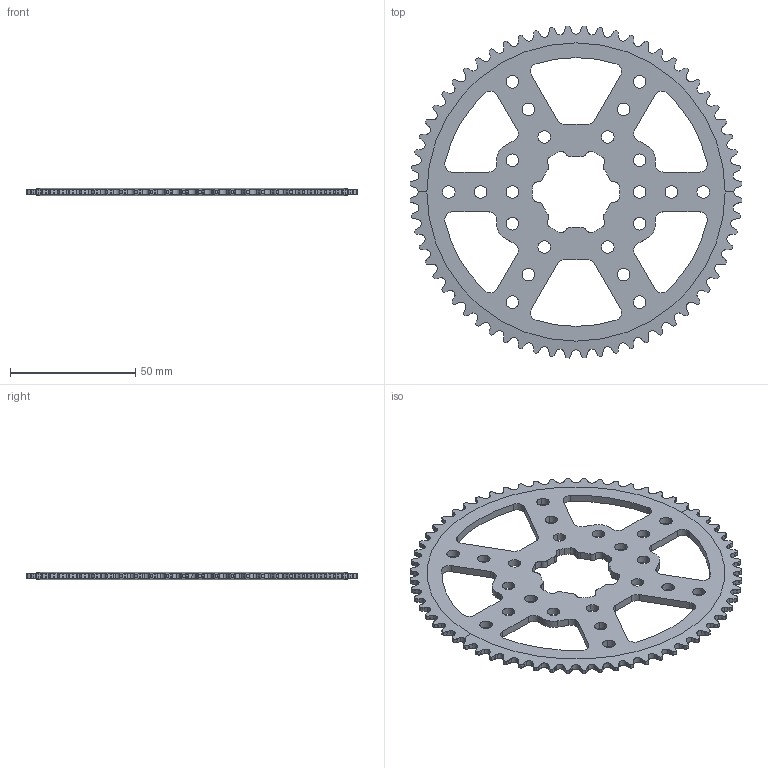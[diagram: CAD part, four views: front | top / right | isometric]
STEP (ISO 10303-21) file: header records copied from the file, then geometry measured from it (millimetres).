
FILE_DESCRIPTION (( 'STEP AP203' ), '1' );
FILE_NAME ('REV-21-1972.STEP', '2022-03-31T16:38:22', ( '' ), ( '' ), 'SwSTEP 2.0', 'SolidWorks 2022', '' );
FILE_SCHEMA (( 'CONFIG_CONTROL_DESIGN' ));
Length unit declared in the file: inch
Products named in the file (1): REV-21-1972
Bounding box: 132.6 x 132.6 x 3 mm (x, y, z)
Volume: 23243.6 mm3; surface area: 20650.4 mm2
Topology: 1 solids, 1 shells, 703 faces, 2101 edges, 1400 vertices
Faces by surface type: cylinder 547, plane 152, cone 4
Entity records: 26426 total; most frequent: CARTESIAN_POINT 8833, ORIENTED_EDGE 4202, DIRECTION 2937, EDGE_CURVE 2101, VERTEX_POINT 1400, AXIS2_PLACEMENT_3D 1096, B_SPLINE_CURVE_WITH_KNOTS 964, EDGE_LOOP 761
